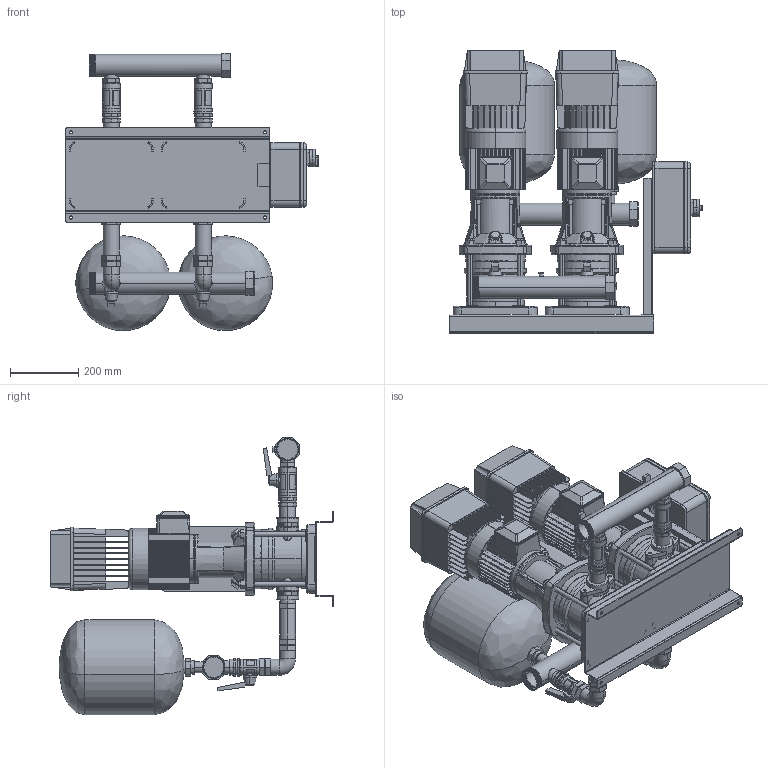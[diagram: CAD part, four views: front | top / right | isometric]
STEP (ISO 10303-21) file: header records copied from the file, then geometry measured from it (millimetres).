
FILE_DESCRIPTION (( 'STEP AP214' ), '1' );
FILE_NAME ('2SBI_10-6_TE_ZB00050638.STEP', '2022-01-25T06:59:11', ( '' ), ( '' ), 'SwSTEP 2.0', 'SolidWorks 2020', '' );
FILE_SCHEMA (( 'AUTOMOTIVE_DESIGN' ));
Length unit declared in the file: mil
Products named in the file (1): 2SBI_10-6_TE_ZB00050638
Bounding box: 742 x 831.9 x 815.56 mm (x, y, z)
Volume: 75434828.3 mm3; surface area: 5106976.8 mm2
Topology: 54 solids, 71 shells, 3216 faces, 8358 edges, 5361 vertices
Faces by surface type: plane 1522, cylinder 1093, bspline 358, torus 139, cone 94, sphere 10
Entity records: 149304 total; most frequent: CARTESIAN_POINT 72438, ORIENTED_EDGE 16652, DIRECTION 14488, EDGE_CURVE 8326, VERTEX_POINT 5361, AXIS2_PLACEMENT_3D 5015, LINE 4458, VECTOR 4458
